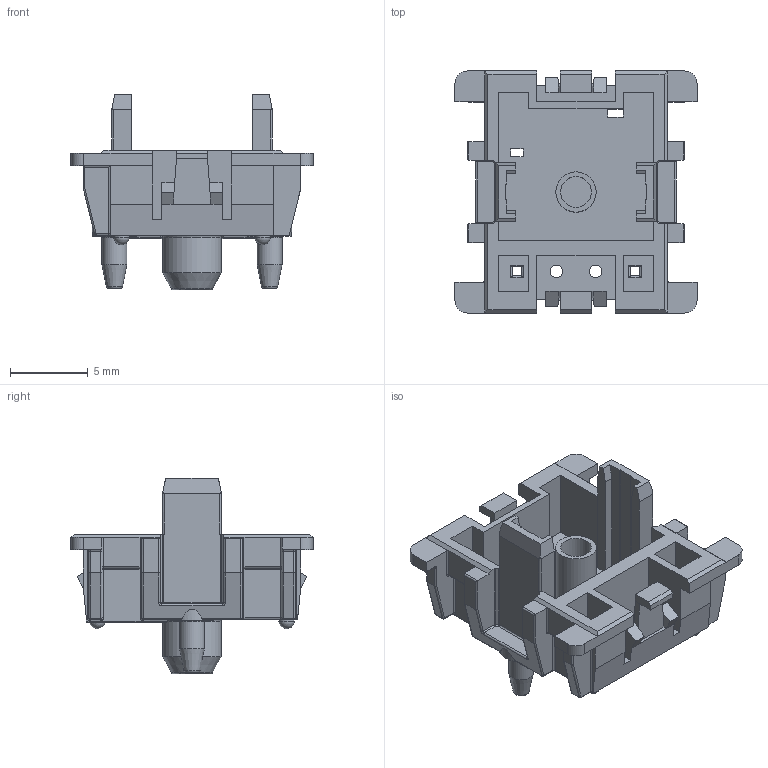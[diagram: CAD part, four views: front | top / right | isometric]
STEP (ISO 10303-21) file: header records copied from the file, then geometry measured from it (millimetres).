
FILE_DESCRIPTION(/* description */ ('STEP AP242 Edition 2','CAx-IF Rec.Pracs.---Representation and Presentation of Product Manufacturing Information (PMI)---4.0---2014-10-13','CAx-IF Rec.Pracs.---3D Tessellated Geometry---0.4---2014-09-14','2;1','CAx-IF Rec.Pracs.---User Defined Attributes---1.5---2016-08-15'),/* implementation_level */ '2;1');
FILE_NAME(/* name */ 'Assembly 1 - Bottom_5',/* time_stamp */ '2026-01-05T12:41:19Z',/* author */ (''),/* organization */ (''),/* preprocessor_version */ 'ST-DEVELOPER v20',/* originating_system */ 'ONSHAPE BY PTC INC, 1.208',/* authorisation */ ' ');
FILE_SCHEMA (('AP242_MANAGED_MODEL_BASED_3D_ENGINEERING_MIM_LF { 1 0 10303 442 3 1 4 }'));
Length unit declared in the file: millimetre
Products named in the file (1): Bottom_5
Bounding box: 15.6 x 15.6 x 12.6 mm (x, y, z)
Volume: 505.3 mm3; surface area: 1404.4 mm2
Topology: 1 solids, 1 shells, 465 faces, 1160 edges, 685 vertices
Faces by surface type: plane 223, cylinder 171, torus 33, sphere 31, bspline 4, cone 3
Full cylindrical faces by diameter (mm): 0.8 x2, 1 x2, 1.6 x4, 2 x1, 2.6 x1, 2.83 x2, 3.8 x1
Entity records: 13297 total; most frequent: CARTESIAN_POINT 2388, DIRECTION 2325, ORIENTED_EDGE 2190, EDGE_CURVE 1095, AXIS2_PLACEMENT_3D 782, LINE 761, VECTOR 761, VERTEX_POINT 673
